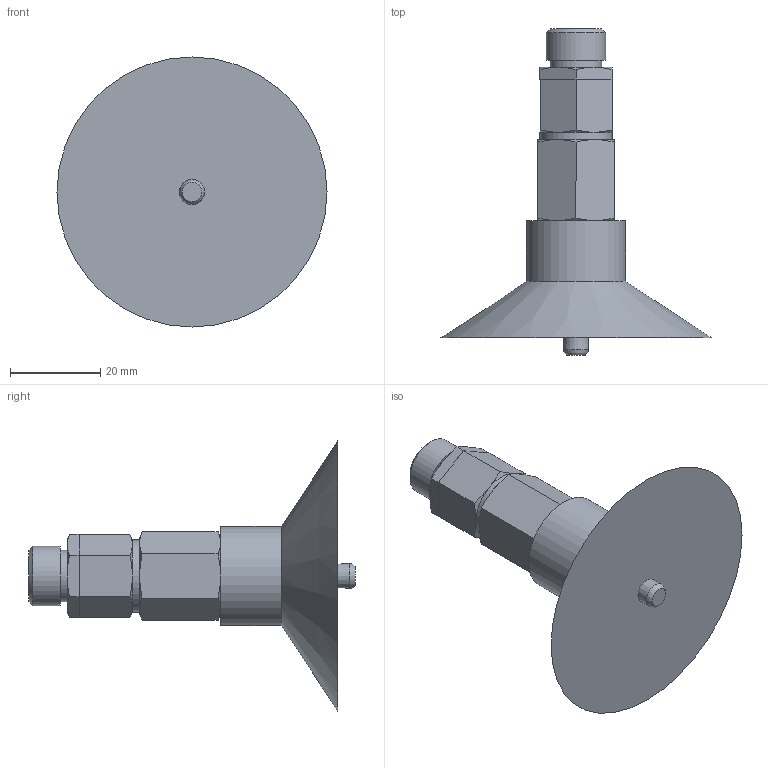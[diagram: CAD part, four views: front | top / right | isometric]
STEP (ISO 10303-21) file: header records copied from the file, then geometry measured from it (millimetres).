
FILE_DESCRIPTION(/* description */ (''),/* implementation_level */ '2;1');
FILE_NAME(/* name */ 'vc60nit_racval3.stp',/* time_stamp */ '2020-09-21T14:53:06+02:00',/* author */ ('enginyeria'),/* organization */ (''),/* preprocessor_version */ 'ST-DEVELOPER v17.2',/* originating_system */ 'Autodesk Inventor 2019',/* authorisation */ '');
FILE_SCHEMA (('CONFIG_CONTROL_DESIGN'));
Length unit declared in the file: millimetre
Products named in the file (1): vc60nit+racval3
Bounding box: 60 x 72.5 x 60 mm (x, y, z)
Volume: 31780.9 mm3; surface area: 9670.3 mm2
Topology: 1 solids, 1 shells, 62 faces, 143 edges, 90 vertices
Faces by surface type: cone 28, plane 28, cylinder 5, bspline 1
Full cylindrical faces by diameter (mm): 6 x1, 11.445 x1, 13.157 x1, 16 x1, 22 x1
Entity records: 1850 total; most frequent: CARTESIAN_POINT 418, ORIENTED_EDGE 286, DIRECTION 276, EDGE_CURVE 143, AXIS2_PLACEMENT_3D 119, VERTEX_POINT 90, EDGE_LOOP 69, STYLED_ITEM 62
